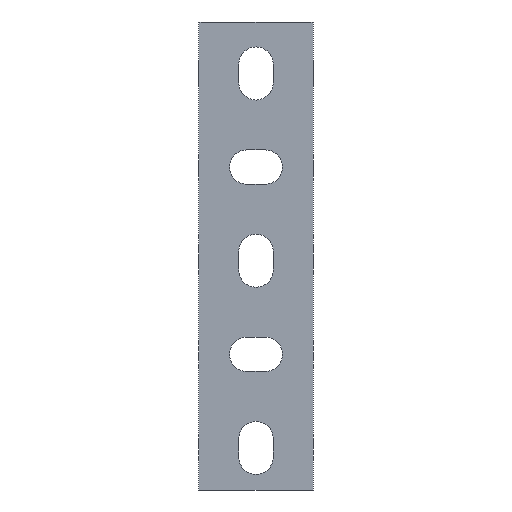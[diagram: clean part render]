
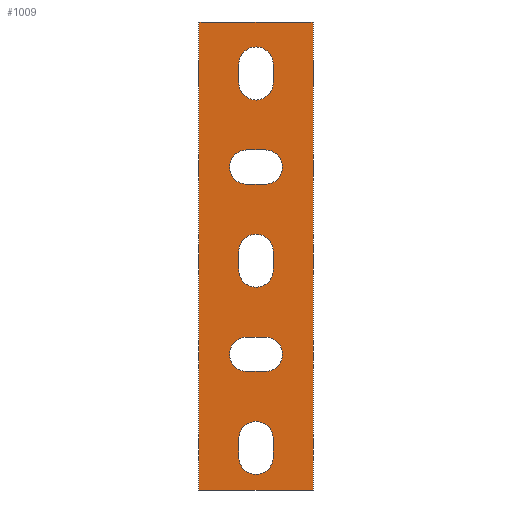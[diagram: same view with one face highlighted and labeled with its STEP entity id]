
A CAD part, front view. The second image highlights one B-rep face of the part: STEP entity #1009.
In plain terms, the highlighted planar face has unit normal (0, -1, 0).
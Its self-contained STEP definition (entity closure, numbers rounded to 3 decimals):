
#34=FACE_BOUND('',#153,.T.);
#35=FACE_BOUND('',#154,.T.);
#36=FACE_BOUND('',#155,.T.);
#37=FACE_BOUND('',#156,.T.);
#38=FACE_BOUND('',#157,.T.);
#64=CIRCLE('',#1081,5.5);
#65=CIRCLE('',#1082,5.5);
#66=CIRCLE('',#1083,5.5);
#67=CIRCLE('',#1084,5.5);
#68=CIRCLE('',#1085,5.5);
#69=CIRCLE('',#1086,5.5);
#70=CIRCLE('',#1087,5.5);
#71=CIRCLE('',#1088,5.5);
#72=CIRCLE('',#1089,5.5);
#73=CIRCLE('',#1090,5.5);
#104=FACE_OUTER_BOUND('',#152,.T.);
#152=EDGE_LOOP('',(#656,#657,#658,#659,#660,#661,#662,#663));
#153=EDGE_LOOP('',(#664,#665,#666,#667));
#154=EDGE_LOOP('',(#668,#669,#670,#671));
#155=EDGE_LOOP('',(#672,#673,#674,#675));
#156=EDGE_LOOP('',(#676,#677,#678,#679));
#157=EDGE_LOOP('',(#680,#681,#682,#683));
#230=LINE('',#1448,#328);
#231=LINE('',#1450,#329);
#232=LINE('',#1452,#330);
#233=LINE('',#1454,#331);
#234=LINE('',#1456,#332);
#235=LINE('',#1458,#333);
#236=LINE('',#1460,#334);
#237=LINE('',#1461,#335);
#238=LINE('',#1466,#336);
#239=LINE('',#1469,#337);
#240=LINE('',#1474,#338);
#241=LINE('',#1477,#339);
#242=LINE('',#1482,#340);
#243=LINE('',#1485,#341);
#244=LINE('',#1490,#342);
#245=LINE('',#1493,#343);
#246=LINE('',#1498,#344);
#247=LINE('',#1501,#345);
#328=VECTOR('',#1172,10.);
#329=VECTOR('',#1173,10.);
#330=VECTOR('',#1174,10.);
#331=VECTOR('',#1175,10.);
#332=VECTOR('',#1176,10.);
#333=VECTOR('',#1177,10.);
#334=VECTOR('',#1178,10.);
#335=VECTOR('',#1179,10.);
#336=VECTOR('',#1182,10.);
#337=VECTOR('',#1185,10.);
#338=VECTOR('',#1188,10.);
#339=VECTOR('',#1191,10.);
#340=VECTOR('',#1194,10.);
#341=VECTOR('',#1197,10.);
#342=VECTOR('',#1200,10.);
#343=VECTOR('',#1203,10.);
#344=VECTOR('',#1206,10.);
#345=VECTOR('',#1209,10.);
#426=VERTEX_POINT('',#1446);
#427=VERTEX_POINT('',#1447);
#428=VERTEX_POINT('',#1449);
#429=VERTEX_POINT('',#1451);
#430=VERTEX_POINT('',#1453);
#431=VERTEX_POINT('',#1455);
#432=VERTEX_POINT('',#1457);
#433=VERTEX_POINT('',#1459);
#434=VERTEX_POINT('',#1462);
#435=VERTEX_POINT('',#1463);
#436=VERTEX_POINT('',#1465);
#437=VERTEX_POINT('',#1467);
#438=VERTEX_POINT('',#1470);
#439=VERTEX_POINT('',#1471);
#440=VERTEX_POINT('',#1473);
#441=VERTEX_POINT('',#1475);
#442=VERTEX_POINT('',#1478);
#443=VERTEX_POINT('',#1479);
#444=VERTEX_POINT('',#1481);
#445=VERTEX_POINT('',#1483);
#446=VERTEX_POINT('',#1486);
#447=VERTEX_POINT('',#1487);
#448=VERTEX_POINT('',#1489);
#449=VERTEX_POINT('',#1491);
#450=VERTEX_POINT('',#1494);
#451=VERTEX_POINT('',#1495);
#452=VERTEX_POINT('',#1497);
#453=VERTEX_POINT('',#1499);
#518=EDGE_CURVE('',#426,#427,#230,.T.);
#519=EDGE_CURVE('',#426,#428,#231,.T.);
#520=EDGE_CURVE('',#429,#428,#232,.T.);
#521=EDGE_CURVE('',#430,#429,#233,.T.);
#522=EDGE_CURVE('',#431,#430,#234,.T.);
#523=EDGE_CURVE('',#431,#432,#235,.T.);
#524=EDGE_CURVE('',#433,#432,#236,.T.);
#525=EDGE_CURVE('',#427,#433,#237,.T.);
#526=EDGE_CURVE('',#434,#435,#64,.T.);
#527=EDGE_CURVE('',#435,#436,#238,.T.);
#528=EDGE_CURVE('',#436,#437,#65,.T.);
#529=EDGE_CURVE('',#437,#434,#239,.T.);
#530=EDGE_CURVE('',#438,#439,#66,.T.);
#531=EDGE_CURVE('',#439,#440,#240,.T.);
#532=EDGE_CURVE('',#440,#441,#67,.T.);
#533=EDGE_CURVE('',#441,#438,#241,.T.);
#534=EDGE_CURVE('',#442,#443,#68,.T.);
#535=EDGE_CURVE('',#443,#444,#242,.T.);
#536=EDGE_CURVE('',#444,#445,#69,.T.);
#537=EDGE_CURVE('',#445,#442,#243,.T.);
#538=EDGE_CURVE('',#446,#447,#70,.T.);
#539=EDGE_CURVE('',#447,#448,#244,.T.);
#540=EDGE_CURVE('',#448,#449,#71,.T.);
#541=EDGE_CURVE('',#449,#446,#245,.T.);
#542=EDGE_CURVE('',#450,#451,#72,.T.);
#543=EDGE_CURVE('',#451,#452,#246,.T.);
#544=EDGE_CURVE('',#452,#453,#73,.T.);
#545=EDGE_CURVE('',#453,#450,#247,.T.);
#656=ORIENTED_EDGE('',*,*,#518,.F.);
#657=ORIENTED_EDGE('',*,*,#519,.T.);
#658=ORIENTED_EDGE('',*,*,#520,.F.);
#659=ORIENTED_EDGE('',*,*,#521,.F.);
#660=ORIENTED_EDGE('',*,*,#522,.F.);
#661=ORIENTED_EDGE('',*,*,#523,.T.);
#662=ORIENTED_EDGE('',*,*,#524,.F.);
#663=ORIENTED_EDGE('',*,*,#525,.F.);
#664=ORIENTED_EDGE('',*,*,#526,.T.);
#665=ORIENTED_EDGE('',*,*,#527,.T.);
#666=ORIENTED_EDGE('',*,*,#528,.T.);
#667=ORIENTED_EDGE('',*,*,#529,.T.);
#668=ORIENTED_EDGE('',*,*,#530,.T.);
#669=ORIENTED_EDGE('',*,*,#531,.T.);
#670=ORIENTED_EDGE('',*,*,#532,.T.);
#671=ORIENTED_EDGE('',*,*,#533,.T.);
#672=ORIENTED_EDGE('',*,*,#534,.T.);
#673=ORIENTED_EDGE('',*,*,#535,.T.);
#674=ORIENTED_EDGE('',*,*,#536,.T.);
#675=ORIENTED_EDGE('',*,*,#537,.T.);
#676=ORIENTED_EDGE('',*,*,#538,.T.);
#677=ORIENTED_EDGE('',*,*,#539,.T.);
#678=ORIENTED_EDGE('',*,*,#540,.T.);
#679=ORIENTED_EDGE('',*,*,#541,.T.);
#680=ORIENTED_EDGE('',*,*,#542,.T.);
#681=ORIENTED_EDGE('',*,*,#543,.T.);
#682=ORIENTED_EDGE('',*,*,#544,.T.);
#683=ORIENTED_EDGE('',*,*,#545,.T.);
#932=PLANE('',#1080);
#1009=ADVANCED_FACE('',(#104,#34,#35,#36,#37,#38),#932,.F.);
#1080=AXIS2_PLACEMENT_3D('',#1445,#1170,#1171);
#1081=AXIS2_PLACEMENT_3D('',#1464,#1180,#1181);
#1082=AXIS2_PLACEMENT_3D('',#1468,#1183,#1184);
#1083=AXIS2_PLACEMENT_3D('',#1472,#1186,#1187);
#1084=AXIS2_PLACEMENT_3D('',#1476,#1189,#1190);
#1085=AXIS2_PLACEMENT_3D('',#1480,#1192,#1193);
#1086=AXIS2_PLACEMENT_3D('',#1484,#1195,#1196);
#1087=AXIS2_PLACEMENT_3D('',#1488,#1198,#1199);
#1088=AXIS2_PLACEMENT_3D('',#1492,#1201,#1202);
#1089=AXIS2_PLACEMENT_3D('',#1496,#1204,#1205);
#1090=AXIS2_PLACEMENT_3D('',#1500,#1207,#1208);
#1170=DIRECTION('center_axis',(0.,1.,0.));
#1171=DIRECTION('ref_axis',(0.,0.,1.));
#1172=DIRECTION('',(-1.,0.,0.));
#1173=DIRECTION('',(1.,0.,0.));
#1174=DIRECTION('',(-1.,0.,0.));
#1175=DIRECTION('',(0.,0.,-1.));
#1176=DIRECTION('',(1.,0.,0.));
#1177=DIRECTION('',(-1.,0.,0.));
#1178=DIRECTION('',(1.,0.,0.));
#1179=DIRECTION('',(0.,0.,1.));
#1180=DIRECTION('center_axis',(0.,1.,0.));
#1181=DIRECTION('ref_axis',(-1.,0.,0.));
#1182=DIRECTION('',(0.,0.,1.));
#1183=DIRECTION('center_axis',(0.,1.,0.));
#1184=DIRECTION('ref_axis',(1.,0.,0.));
#1185=DIRECTION('',(0.,0.,-1.));
#1186=DIRECTION('center_axis',(0.,1.,0.));
#1187=DIRECTION('ref_axis',(-1.,0.,0.));
#1188=DIRECTION('',(0.,0.,1.));
#1189=DIRECTION('center_axis',(0.,1.,0.));
#1190=DIRECTION('ref_axis',(1.,0.,0.));
#1191=DIRECTION('',(0.,0.,-1.));
#1192=DIRECTION('center_axis',(0.,1.,0.));
#1193=DIRECTION('ref_axis',(1.,0.,0.));
#1194=DIRECTION('',(0.,0.,1.));
#1195=DIRECTION('center_axis',(0.,1.,0.));
#1196=DIRECTION('ref_axis',(-1.,0.,0.));
#1197=DIRECTION('',(0.,0.,-1.));
#1198=DIRECTION('center_axis',(0.,1.,0.));
#1199=DIRECTION('ref_axis',(0.,0.,1.));
#1200=DIRECTION('',(-1.,0.,0.));
#1201=DIRECTION('center_axis',(0.,1.,0.));
#1202=DIRECTION('ref_axis',(0.,0.,-1.));
#1203=DIRECTION('',(1.,0.,0.));
#1204=DIRECTION('center_axis',(0.,1.,0.));
#1205=DIRECTION('ref_axis',(0.,0.,1.));
#1206=DIRECTION('',(-1.,0.,0.));
#1207=DIRECTION('center_axis',(0.,1.,0.));
#1208=DIRECTION('ref_axis',(0.,0.,-1.));
#1209=DIRECTION('',(1.,0.,0.));
#1445=CARTESIAN_POINT('Origin',(-44.5,0.,-75.));
#1446=CARTESIAN_POINT('',(-59.321,0.,-150.));
#1447=CARTESIAN_POINT('',(-62.821,0.,-150.));
#1448=CARTESIAN_POINT('',(-37.09,0.,-150.));
#1449=CARTESIAN_POINT('',(-29.679,0.,-150.));
#1450=CARTESIAN_POINT('',(-89.,0.,-150.));
#1451=CARTESIAN_POINT('',(-26.179,0.,-150.));
#1452=CARTESIAN_POINT('',(-37.09,0.,-150.));
#1453=CARTESIAN_POINT('',(-26.179,0.,0.));
#1454=CARTESIAN_POINT('',(-26.179,0.,-75.));
#1455=CARTESIAN_POINT('',(-29.679,0.,0.));
#1456=CARTESIAN_POINT('',(-33.965,0.,0.));
#1457=CARTESIAN_POINT('',(-59.321,0.,0.));
#1458=CARTESIAN_POINT('',(0.,0.,0.));
#1459=CARTESIAN_POINT('',(-62.821,0.,0.));
#1460=CARTESIAN_POINT('',(-33.965,0.,0.));
#1461=CARTESIAN_POINT('',(-62.821,0.,-75.));
#1462=CARTESIAN_POINT('',(-39.,0.,-139.5));
#1463=CARTESIAN_POINT('',(-50.,0.,-139.5));
#1464=CARTESIAN_POINT('Origin',(-44.5,0.,-139.5));
#1465=CARTESIAN_POINT('',(-50.,0.,-133.5));
#1466=CARTESIAN_POINT('',(-50.,0.,-104.25));
#1467=CARTESIAN_POINT('',(-39.,0.,-133.5));
#1468=CARTESIAN_POINT('Origin',(-44.5,0.,-133.5));
#1469=CARTESIAN_POINT('',(-39.,0.,-107.25));
#1470=CARTESIAN_POINT('',(-39.,0.,-79.5));
#1471=CARTESIAN_POINT('',(-50.,0.,-79.5));
#1472=CARTESIAN_POINT('Origin',(-44.5,0.,-79.5));
#1473=CARTESIAN_POINT('',(-50.,0.,-73.5));
#1474=CARTESIAN_POINT('',(-50.,0.,-74.25));
#1475=CARTESIAN_POINT('',(-39.,0.,-73.5));
#1476=CARTESIAN_POINT('Origin',(-44.5,0.,-73.5));
#1477=CARTESIAN_POINT('',(-39.,0.,-77.25));
#1478=CARTESIAN_POINT('',(-39.,0.,-19.5));
#1479=CARTESIAN_POINT('',(-50.,0.,-19.5));
#1480=CARTESIAN_POINT('Origin',(-44.5,0.,-19.5));
#1481=CARTESIAN_POINT('',(-50.,0.,-13.5));
#1482=CARTESIAN_POINT('',(-50.,0.,-44.25));
#1483=CARTESIAN_POINT('',(-39.,0.,-13.5));
#1484=CARTESIAN_POINT('Origin',(-44.5,0.,-13.5));
#1485=CARTESIAN_POINT('',(-39.,0.,-47.25));
#1486=CARTESIAN_POINT('',(-41.5,0.,-41.));
#1487=CARTESIAN_POINT('',(-41.5,0.,-52.));
#1488=CARTESIAN_POINT('Origin',(-41.5,0.,-46.5));
#1489=CARTESIAN_POINT('',(-47.5,0.,-52.));
#1490=CARTESIAN_POINT('',(-46.,0.,-52.));
#1491=CARTESIAN_POINT('',(-47.5,0.,-41.));
#1492=CARTESIAN_POINT('Origin',(-47.5,0.,-46.5));
#1493=CARTESIAN_POINT('',(-43.,0.,-41.));
#1494=CARTESIAN_POINT('',(-41.5,0.,-101.));
#1495=CARTESIAN_POINT('',(-41.5,0.,-112.));
#1496=CARTESIAN_POINT('Origin',(-41.5,0.,-106.5));
#1497=CARTESIAN_POINT('',(-47.5,0.,-112.));
#1498=CARTESIAN_POINT('',(-46.,0.,-112.));
#1499=CARTESIAN_POINT('',(-47.5,0.,-101.));
#1500=CARTESIAN_POINT('Origin',(-47.5,0.,-106.5));
#1501=CARTESIAN_POINT('',(-43.,0.,-101.));
